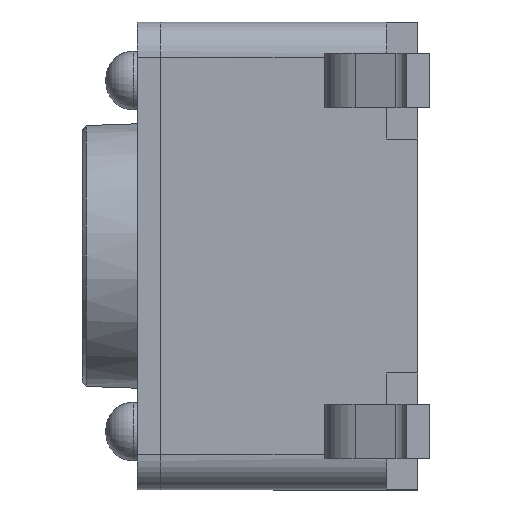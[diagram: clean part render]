
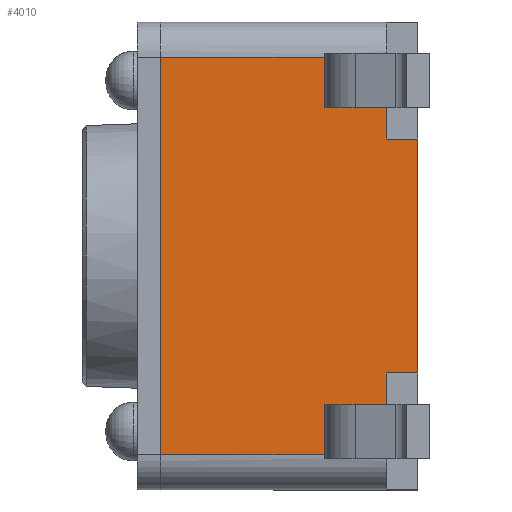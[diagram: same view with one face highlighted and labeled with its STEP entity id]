
A CAD part, left-side view. The second image highlights one B-rep face of the part: STEP entity #4010.
In plain terms, the highlighted planar face has unit normal (-1, 0, 0).
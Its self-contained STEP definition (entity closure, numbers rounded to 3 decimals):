
#32 = CARTESIAN_POINT ( 'NONE',  ( -3., -2.9, -3. ) ) ;
#45 = EDGE_CURVE ( 'NONE', #4261, #5239, #4638, .T. ) ;
#48 = CARTESIAN_POINT ( 'NONE',  ( -3., -3.3, -1.5 ) ) ;
#104 = CARTESIAN_POINT ( 'NONE',  ( -3., -2.1, 2.55 ) ) ;
#118 = VECTOR ( 'NONE', #2696, 1000. ) ;
#128 = ORIENTED_EDGE ( 'NONE', *, *, #2047, .F. ) ;
#149 = VECTOR ( 'NONE', #2831, 1000. ) ;
#172 = VECTOR ( 'NONE', #224, 1000. ) ;
#175 = VERTEX_POINT ( 'NONE', #4052 ) ;
#182 = CARTESIAN_POINT ( 'NONE',  ( -3., -2.9, -1.5 ) ) ;
#216 = EDGE_CURVE ( 'NONE', #3042, #1152, #949, .T. ) ;
#224 = DIRECTION ( 'NONE',  ( 0., 0., -1. ) ) ;
#273 = LINE ( 'NONE', #4844, #4660 ) ;
#282 = LINE ( 'NONE', #104, #4612 ) ;
#298 = VERTEX_POINT ( 'NONE', #2485 ) ;
#307 = ORIENTED_EDGE ( 'NONE', *, *, #2702, .F. ) ;
#405 = ORIENTED_EDGE ( 'NONE', *, *, #45, .T. ) ;
#476 = EDGE_CURVE ( 'NONE', #3940, #175, #2364, .T. ) ;
#592 = VECTOR ( 'NONE', #4987, 1000. ) ;
#614 = ORIENTED_EDGE ( 'NONE', *, *, #2284, .T. ) ;
#647 = ORIENTED_EDGE ( 'NONE', *, *, #2582, .T. ) ;
#697 = DIRECTION ( 'NONE',  ( 0., 0., -1. ) ) ;
#717 = DIRECTION ( 'NONE',  ( 0., -1., 0. ) ) ;
#728 = LINE ( 'NONE', #3911, #4809 ) ;
#730 = EDGE_LOOP ( 'NONE', ( #1674, #3207, #1057, #4646, #307, #1340, #2902, #4720, #3074, #2660, #405, #4916, #614, #5093, #128, #647 ) ) ;
#747 = CARTESIAN_POINT ( 'NONE',  ( -3., -3.3, -2.55 ) ) ;
#753 = DIRECTION ( 'NONE',  ( 0., 0., -1. ) ) ;
#772 = AXIS2_PLACEMENT_3D ( 'NONE', #2431, #3622, #753 ) ;
#949 = LINE ( 'NONE', #4537, #3901 ) ;
#952 = VERTEX_POINT ( 'NONE', #1400 ) ;
#970 = CARTESIAN_POINT ( 'NONE',  ( -3., -2.9, 1.5 ) ) ;
#1057 = ORIENTED_EDGE ( 'NONE', *, *, #3097, .F. ) ;
#1061 = CARTESIAN_POINT ( 'NONE',  ( -3., -2.4, 1.9 ) ) ;
#1104 = CARTESIAN_POINT ( 'NONE',  ( -3., -3.3, 1.5 ) ) ;
#1152 = VERTEX_POINT ( 'NONE', #2414 ) ;
#1237 = VERTEX_POINT ( 'NONE', #3224 ) ;
#1241 = LINE ( 'NONE', #48, #3551 ) ;
#1245 = LINE ( 'NONE', #4051, #1765 ) ;
#1285 = VECTOR ( 'NONE', #4235, 1000. ) ;
#1340 = ORIENTED_EDGE ( 'NONE', *, *, #4940, .F. ) ;
#1382 = CARTESIAN_POINT ( 'NONE',  ( -3., -3.3, -1.9 ) ) ;
#1400 = CARTESIAN_POINT ( 'NONE',  ( -3., -2.1, -2.55 ) ) ;
#1434 = LINE ( 'NONE', #32, #3484 ) ;
#1567 = VECTOR ( 'NONE', #3529, 1000. ) ;
#1674 = ORIENTED_EDGE ( 'NONE', *, *, #4796, .T. ) ;
#1723 = VERTEX_POINT ( 'NONE', #2326 ) ;
#1765 = VECTOR ( 'NONE', #2043, 1000. ) ;
#1766 = CARTESIAN_POINT ( 'NONE',  ( -3., -2.9, -2.55 ) ) ;
#1942 = VERTEX_POINT ( 'NONE', #3070 ) ;
#2006 = CARTESIAN_POINT ( 'NONE',  ( -3., -3.3, -1.5 ) ) ;
#2043 = DIRECTION ( 'NONE',  ( 0., 0., -1. ) ) ;
#2047 = EDGE_CURVE ( 'NONE', #952, #175, #4553, .T. ) ;
#2171 = EDGE_CURVE ( 'NONE', #2344, #3525, #1245, .T. ) ;
#2176 = VECTOR ( 'NONE', #697, 1000. ) ;
#2185 = LINE ( 'NONE', #1382, #1285 ) ;
#2276 = EDGE_CURVE ( 'NONE', #5239, #1942, #282, .T. ) ;
#2284 = EDGE_CURVE ( 'NONE', #1942, #3940, #2482, .T. ) ;
#2326 = CARTESIAN_POINT ( 'NONE',  ( -3., -3.3, 1.5 ) ) ;
#2344 = VERTEX_POINT ( 'NONE', #3746 ) ;
#2364 = LINE ( 'NONE', #3140, #172 ) ;
#2411 = PLANE ( 'NONE',  #772 ) ;
#2414 = CARTESIAN_POINT ( 'NONE',  ( -3., -2.9, 2.55 ) ) ;
#2431 = CARTESIAN_POINT ( 'NONE',  ( -3., -3.3, 2.55 ) ) ;
#2482 = LINE ( 'NONE', #3778, #592 ) ;
#2485 = CARTESIAN_POINT ( 'NONE',  ( -3., -2.1, -1.9 ) ) ;
#2541 = LINE ( 'NONE', #3243, #149 ) ;
#2582 = EDGE_CURVE ( 'NONE', #952, #298, #2541, .T. ) ;
#2630 = VERTEX_POINT ( 'NONE', #2006 ) ;
#2660 = ORIENTED_EDGE ( 'NONE', *, *, #3064, .T. ) ;
#2662 = LINE ( 'NONE', #3111, #1567 ) ;
#2696 = DIRECTION ( 'NONE',  ( 0., 1., 0. ) ) ;
#2702 = EDGE_CURVE ( 'NONE', #2630, #5297, #1241, .T. ) ;
#2734 = EDGE_CURVE ( 'NONE', #5297, #3634, #1434, .T. ) ;
#2737 = CARTESIAN_POINT ( 'NONE',  ( -3., 0., 2.55 ) ) ;
#2749 = DIRECTION ( 'NONE',  ( 0., 1., 0. ) ) ;
#2831 = DIRECTION ( 'NONE',  ( 0., 0., 1. ) ) ;
#2898 = LINE ( 'NONE', #1104, #3846 ) ;
#2902 = ORIENTED_EDGE ( 'NONE', *, *, #4960, .F. ) ;
#3042 = VERTEX_POINT ( 'NONE', #970 ) ;
#3064 = EDGE_CURVE ( 'NONE', #1237, #4261, #728, .T. ) ;
#3070 = CARTESIAN_POINT ( 'NONE',  ( -3., -2.1, 2.55 ) ) ;
#3074 = ORIENTED_EDGE ( 'NONE', *, *, #3509, .T. ) ;
#3097 = EDGE_CURVE ( 'NONE', #3634, #3525, #2662, .T. ) ;
#3111 = CARTESIAN_POINT ( 'NONE',  ( -3., -3.3, -2.55 ) ) ;
#3140 = CARTESIAN_POINT ( 'NONE',  ( -3., 0., 2.55 ) ) ;
#3207 = ORIENTED_EDGE ( 'NONE', *, *, #2171, .T. ) ;
#3224 = CARTESIAN_POINT ( 'NONE',  ( -3., -2.4, 2.55 ) ) ;
#3243 = CARTESIAN_POINT ( 'NONE',  ( -3., -2.1, 2.55 ) ) ;
#3484 = VECTOR ( 'NONE', #3686, 1000. ) ;
#3509 = EDGE_CURVE ( 'NONE', #1152, #1237, #273, .T. ) ;
#3525 = VERTEX_POINT ( 'NONE', #3687 ) ;
#3529 = DIRECTION ( 'NONE',  ( 0., 1., 0. ) ) ;
#3548 = CARTESIAN_POINT ( 'NONE',  ( -3., -3.3, 2.55 ) ) ;
#3551 = VECTOR ( 'NONE', #5293, 1000. ) ;
#3622 = DIRECTION ( 'NONE',  ( 1., 0., 0. ) ) ;
#3634 = VERTEX_POINT ( 'NONE', #1766 ) ;
#3686 = DIRECTION ( 'NONE',  ( 0., 0., -1. ) ) ;
#3687 = CARTESIAN_POINT ( 'NONE',  ( -3., -2.4, -2.55 ) ) ;
#3746 = CARTESIAN_POINT ( 'NONE',  ( -3., -2.4, -1.9 ) ) ;
#3778 = CARTESIAN_POINT ( 'NONE',  ( -3., -3.3, 2.55 ) ) ;
#3810 = CARTESIAN_POINT ( 'NONE',  ( -3., -2.1, 1.9 ) ) ;
#3846 = VECTOR ( 'NONE', #717, 1000. ) ;
#3901 = VECTOR ( 'NONE', #4149, 1000. ) ;
#3911 = CARTESIAN_POINT ( 'NONE',  ( -3., -2.4, 2.55 ) ) ;
#3940 = VERTEX_POINT ( 'NONE', #2737 ) ;
#3942 = CARTESIAN_POINT ( 'NONE',  ( -3., -3.3, 1.9 ) ) ;
#3976 = LINE ( 'NONE', #3548, #2176 ) ;
#4010 = ADVANCED_FACE ( 'NONE', ( #4287 ), #2411, .F. ) ;
#4051 = CARTESIAN_POINT ( 'NONE',  ( -3., -2.4, 2.55 ) ) ;
#4052 = CARTESIAN_POINT ( 'NONE',  ( -3., 0., -2.55 ) ) ;
#4149 = DIRECTION ( 'NONE',  ( 0., 0., 1. ) ) ;
#4235 = DIRECTION ( 'NONE',  ( 0., -1., 0. ) ) ;
#4261 = VERTEX_POINT ( 'NONE', #1061 ) ;
#4287 = FACE_OUTER_BOUND ( 'NONE', #730, .T. ) ;
#4503 = DIRECTION ( 'NONE',  ( 0., 1., 0. ) ) ;
#4519 = DIRECTION ( 'NONE',  ( 0., 0., 1. ) ) ;
#4537 = CARTESIAN_POINT ( 'NONE',  ( -3., -2.9, 2.55 ) ) ;
#4553 = LINE ( 'NONE', #747, #5074 ) ;
#4612 = VECTOR ( 'NONE', #4519, 1000. ) ;
#4638 = LINE ( 'NONE', #3942, #118 ) ;
#4646 = ORIENTED_EDGE ( 'NONE', *, *, #2734, .F. ) ;
#4660 = VECTOR ( 'NONE', #4503, 1000. ) ;
#4720 = ORIENTED_EDGE ( 'NONE', *, *, #216, .T. ) ;
#4743 = DIRECTION ( 'NONE',  ( 0., 0., -1. ) ) ;
#4796 = EDGE_CURVE ( 'NONE', #298, #2344, #2185, .T. ) ;
#4809 = VECTOR ( 'NONE', #4743, 1000. ) ;
#4844 = CARTESIAN_POINT ( 'NONE',  ( -3., -3.3, 2.55 ) ) ;
#4916 = ORIENTED_EDGE ( 'NONE', *, *, #2276, .T. ) ;
#4940 = EDGE_CURVE ( 'NONE', #1723, #2630, #3976, .T. ) ;
#4960 = EDGE_CURVE ( 'NONE', #3042, #1723, #2898, .T. ) ;
#4987 = DIRECTION ( 'NONE',  ( 0., 1., 0. ) ) ;
#5074 = VECTOR ( 'NONE', #2749, 1000. ) ;
#5093 = ORIENTED_EDGE ( 'NONE', *, *, #476, .T. ) ;
#5239 = VERTEX_POINT ( 'NONE', #3810 ) ;
#5293 = DIRECTION ( 'NONE',  ( 0., 1., 0. ) ) ;
#5297 = VERTEX_POINT ( 'NONE', #182 ) ;
